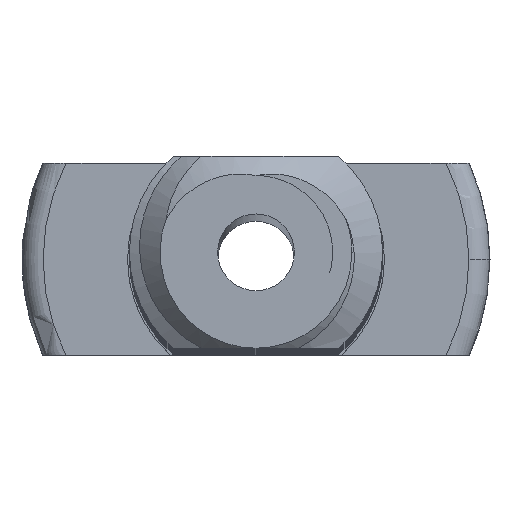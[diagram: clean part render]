
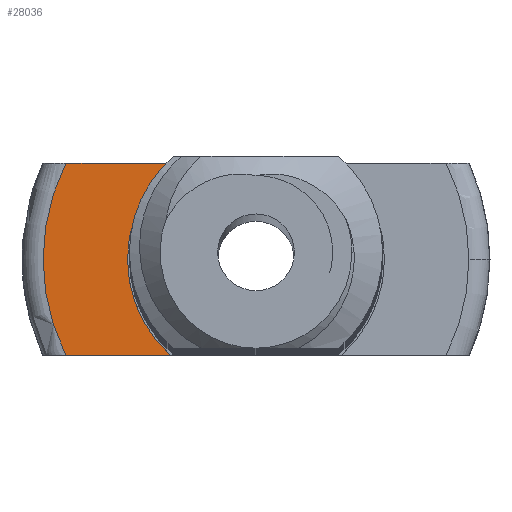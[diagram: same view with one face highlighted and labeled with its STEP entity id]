
A CAD part, top view. The second image highlights one B-rep face of the part: STEP entity #28036.
In plain terms, the highlighted planar face has unit normal (0, 0, 1).
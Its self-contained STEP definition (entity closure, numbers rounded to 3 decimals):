
#7133 = PLANE('',#7134);
#7134 = AXIS2_PLACEMENT_3D('',#7135,#7136,#7137);
#7135 = CARTESIAN_POINT('',(-12.5,-2.5,200.));
#7136 = DIRECTION('',(0.,1.,0.));
#7137 = DIRECTION('',(-1.,0.,0.));
#7922 = PLANE('',#7923);
#7923 = AXIS2_PLACEMENT_3D('',#7924,#7925,#7926);
#7924 = CARTESIAN_POINT('',(-12.5,2.5,200.));
#7925 = DIRECTION('',(0.,-1.,0.));
#7926 = DIRECTION('',(1.,0.,0.));
#10647 = VERTEX_POINT('',#10648);
#10648 = CARTESIAN_POINT('',(-2.23,-2.5,0.));
#10662 = CYLINDRICAL_SURFACE('',#10663,3.35);
#10663 = AXIS2_PLACEMENT_3D('',#10664,#10665,#10666);
#10664 = CARTESIAN_POINT('',(0.,0.,1.8)
  );
#10665 = DIRECTION('',(0.,0.,-1.));
#10666 = DIRECTION('',(1.,0.,0.));
#10674 = EDGE_CURVE('',#10675,#10647,#10677,.T.);
#10675 = VERTEX_POINT('',#10676);
#10676 = CARTESIAN_POINT('',(-4.955,-2.5,0.));
#10677 = SURFACE_CURVE('',#10678,(#10682,#10689),.PCURVE_S1.);
#10678 = LINE('',#10679,#10680);
#10679 = CARTESIAN_POINT('',(-6.25,-2.5,0.));
#10680 = VECTOR('',#10681,1.);
#10681 = DIRECTION('',(1.,0.,0.));
#10682 = PCURVE('',#7133,#10683);
#10683 = DEFINITIONAL_REPRESENTATION('',(#10684),#10688);
#10684 = LINE('',#10685,#10686);
#10685 = CARTESIAN_POINT('',(-6.25,-200.));
#10686 = VECTOR('',#10687,1.);
#10687 = DIRECTION('',(-1.,0.));
#10688 = ( GEOMETRIC_REPRESENTATION_CONTEXT(2) 
PARAMETRIC_REPRESENTATION_CONTEXT() REPRESENTATION_CONTEXT('2D SPACE',''
  ) );
#10689 = PCURVE('',#10690,#10695);
#10690 = PLANE('',#10691);
#10691 = AXIS2_PLACEMENT_3D('',#10692,#10693,#10694);
#10692 = CARTESIAN_POINT('',(0.,0.,
    0.));
#10693 = DIRECTION('',(0.,0.,-1.));
#10694 = DIRECTION('',(1.,0.,0.));
#10695 = DEFINITIONAL_REPRESENTATION('',(#10696),#10700);
#10696 = LINE('',#10697,#10698);
#10697 = CARTESIAN_POINT('',(-6.25,2.5));
#10698 = VECTOR('',#10699,1.);
#10699 = DIRECTION('',(1.,0.));
#10700 = ( GEOMETRIC_REPRESENTATION_CONTEXT(2) 
PARAMETRIC_REPRESENTATION_CONTEXT() REPRESENTATION_CONTEXT('2D SPACE',''
  ) );
#10756 = TOROIDAL_SURFACE('',#10757,5.55,0.55);
#10757 = AXIS2_PLACEMENT_3D('',#10758,#10759,#10760);
#10758 = CARTESIAN_POINT('',(0.,0.,-0.55
    ));
#10759 = DIRECTION('',(0.,0.,1.));
#10760 = DIRECTION('',(1.,0.,0.));
#24641 = VERTEX_POINT('',#24642);
#24642 = CARTESIAN_POINT('',(-2.23,2.5,0.));
#24663 = EDGE_CURVE('',#24664,#24641,#24666,.T.);
#24664 = VERTEX_POINT('',#24665);
#24665 = CARTESIAN_POINT('',(-4.955,2.5,0.));
#24666 = SURFACE_CURVE('',#24667,(#24671,#24678),.PCURVE_S1.);
#24667 = LINE('',#24668,#24669);
#24668 = CARTESIAN_POINT('',(-6.25,2.5,0.));
#24669 = VECTOR('',#24670,1.);
#24670 = DIRECTION('',(1.,0.,0.));
#24671 = PCURVE('',#7922,#24672);
#24672 = DEFINITIONAL_REPRESENTATION('',(#24673),#24677);
#24673 = LINE('',#24674,#24675);
#24674 = CARTESIAN_POINT('',(6.25,-200.));
#24675 = VECTOR('',#24676,1.);
#24676 = DIRECTION('',(1.,0.));
#24677 = ( GEOMETRIC_REPRESENTATION_CONTEXT(2) 
PARAMETRIC_REPRESENTATION_CONTEXT() REPRESENTATION_CONTEXT('2D SPACE',''
  ) );
#24678 = PCURVE('',#10690,#24679);
#24679 = DEFINITIONAL_REPRESENTATION('',(#24680),#24684);
#24680 = LINE('',#24681,#24682);
#24681 = CARTESIAN_POINT('',(-6.25,-2.5));
#24682 = VECTOR('',#24683,1.);
#24683 = DIRECTION('',(1.,0.));
#24684 = ( GEOMETRIC_REPRESENTATION_CONTEXT(2) 
PARAMETRIC_REPRESENTATION_CONTEXT() REPRESENTATION_CONTEXT('2D SPACE',''
  ) );
#27941 = EDGE_CURVE('',#10647,#24641,#27942,.T.);
#27942 = SURFACE_CURVE('',#27943,(#27948,#27955),.PCURVE_S1.);
#27943 = CIRCLE('',#27944,3.35);
#27944 = AXIS2_PLACEMENT_3D('',#27945,#27946,#27947);
#27945 = CARTESIAN_POINT('',(0.,0.,
    0.));
#27946 = DIRECTION('',(0.,0.,-1.));
#27947 = DIRECTION('',(1.,0.,0.));
#27948 = PCURVE('',#10662,#27949);
#27949 = DEFINITIONAL_REPRESENTATION('',(#27950),#27954);
#27950 = LINE('',#27951,#27952);
#27951 = CARTESIAN_POINT('',(0.,1.8));
#27952 = VECTOR('',#27953,1.);
#27953 = DIRECTION('',(1.,0.));
#27954 = ( GEOMETRIC_REPRESENTATION_CONTEXT(2) 
PARAMETRIC_REPRESENTATION_CONTEXT() REPRESENTATION_CONTEXT('2D SPACE',''
  ) );
#27955 = PCURVE('',#10690,#27956);
#27956 = DEFINITIONAL_REPRESENTATION('',(#27957),#27961);
#27957 = CIRCLE('',#27958,3.35);
#27958 = AXIS2_PLACEMENT_2D('',#27959,#27960);
#27959 = CARTESIAN_POINT('',(0.,0.));
#27960 = DIRECTION('',(1.,0.));
#27961 = ( GEOMETRIC_REPRESENTATION_CONTEXT(2) 
PARAMETRIC_REPRESENTATION_CONTEXT() REPRESENTATION_CONTEXT('2D SPACE',''
  ) );
#28036 = ADVANCED_FACE('',(#28037),#10690,.F.);
#28037 = FACE_BOUND('',#28038,.T.);
#28038 = EDGE_LOOP('',(#28039,#28040,#28041,#28042));
#28039 = ORIENTED_EDGE('',*,*,#10674,.T.);
#28040 = ORIENTED_EDGE('',*,*,#27941,.T.);
#28041 = ORIENTED_EDGE('',*,*,#24663,.F.);
#28042 = ORIENTED_EDGE('',*,*,#28043,.F.);
#28043 = EDGE_CURVE('',#10675,#24664,#28044,.T.);
#28044 = SURFACE_CURVE('',#28045,(#28050,#28057),.PCURVE_S1.);
#28045 = CIRCLE('',#28046,5.55);
#28046 = AXIS2_PLACEMENT_3D('',#28047,#28048,#28049);
#28047 = CARTESIAN_POINT('',(0.,0.,
    0.));
#28048 = DIRECTION('',(0.,0.,-1.));
#28049 = DIRECTION('',(1.,0.,0.));
#28050 = PCURVE('',#10690,#28051);
#28051 = DEFINITIONAL_REPRESENTATION('',(#28052),#28056);
#28052 = CIRCLE('',#28053,5.55);
#28053 = AXIS2_PLACEMENT_2D('',#28054,#28055);
#28054 = CARTESIAN_POINT('',(0.,0.));
#28055 = DIRECTION('',(1.,0.));
#28056 = ( GEOMETRIC_REPRESENTATION_CONTEXT(2) 
PARAMETRIC_REPRESENTATION_CONTEXT() REPRESENTATION_CONTEXT('2D SPACE',''
  ) );
#28057 = PCURVE('',#10756,#28058);
#28058 = DEFINITIONAL_REPRESENTATION('',(#28059),#28063);
#28059 = LINE('',#28060,#28061);
#28060 = CARTESIAN_POINT('',(0.,7.854));
#28061 = VECTOR('',#28062,1.);
#28062 = DIRECTION('',(-1.,0.));
#28063 = ( GEOMETRIC_REPRESENTATION_CONTEXT(2) 
PARAMETRIC_REPRESENTATION_CONTEXT() REPRESENTATION_CONTEXT('2D SPACE',''
  ) );
